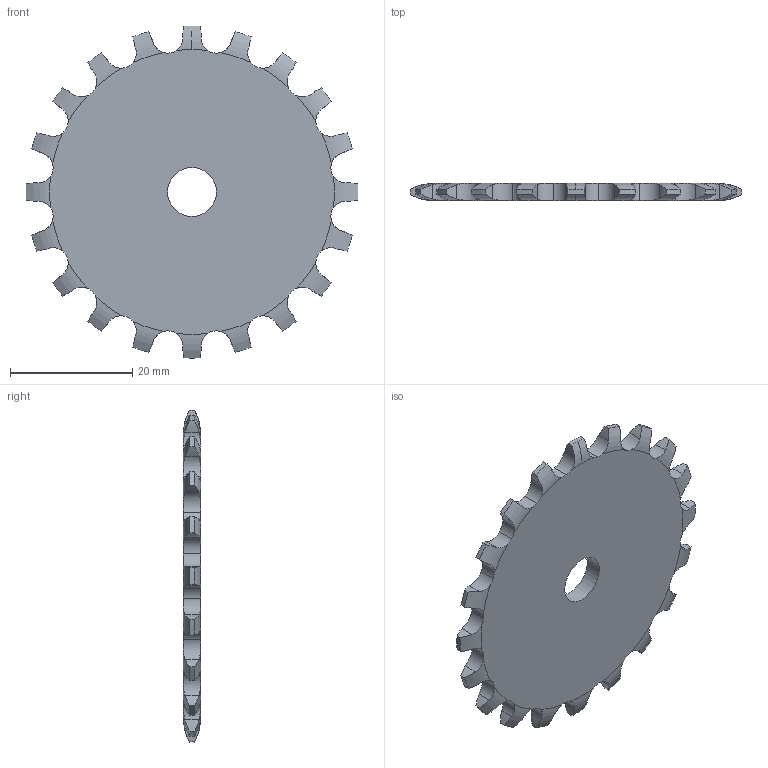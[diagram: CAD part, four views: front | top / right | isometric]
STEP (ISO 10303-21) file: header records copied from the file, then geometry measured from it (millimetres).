
FILE_DESCRIPTION(('FreeCAD Model'),'2;1');
FILE_NAME('Open CASCADE Shape Model','2022-01-16T09:23:54',('FreeCAD'),( 'FreeCAD'),'Open CASCADE STEP processor 7.4','FreeCAD','Unknown');
FILE_SCHEMA(('AUTOMOTIVE_DESIGN { 1 0 10303 214 1 1 1 1 }'));
Length unit declared in the file: millimetre
Products named in the file (1): Open CASCADE STEP translator 7.4 13
Bounding box: 54.39 x 2.8 x 54.4 mm (x, y, z)
Volume: 5189.6 mm3; surface area: 4453.7 mm2
Topology: 1 solids, 1 shells, 185 faces, 549 edges, 366 vertices
Faces by surface type: cylinder 101, plane 42, revolution 42
Full cylindrical faces by diameter (mm): 8 x1
Entity records: 19019 total; most frequent: CARTESIAN_POINT 8859, DIRECTION 1686, ORIENTED_EDGE 1098, PCURVE 1098, DEFINITIONAL_REPRESENTATION 1098, LINE 875, VECTOR 875, EDGE_CURVE 549
